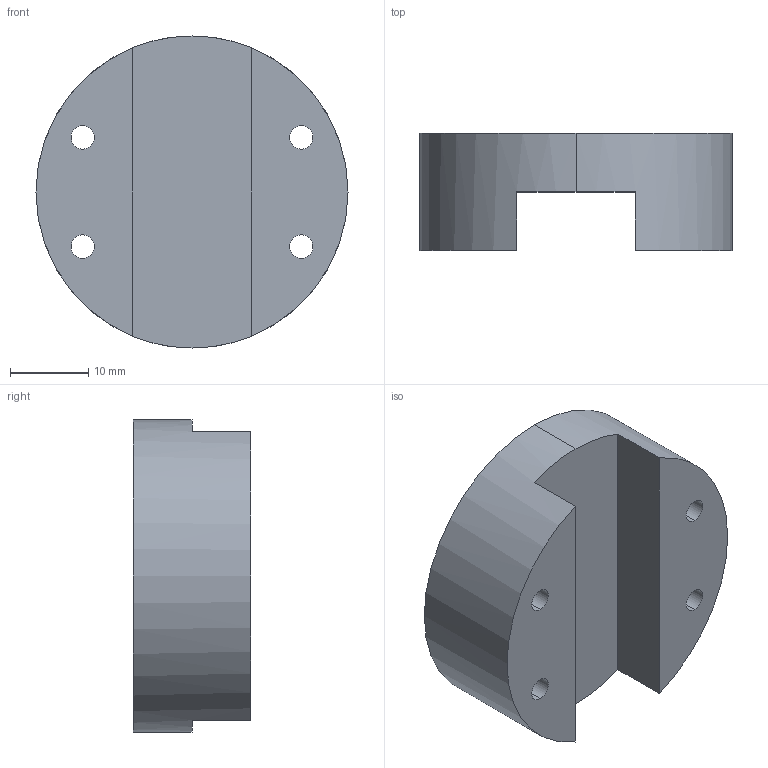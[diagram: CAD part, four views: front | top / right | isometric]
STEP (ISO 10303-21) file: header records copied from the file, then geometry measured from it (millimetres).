
FILE_DESCRIPTION (( 'STEP AP214' ), '1' );
FILE_NAME ('antenna_holder_V2_B.STEP', '2022-04-13T09:05:40', ( 'MaxAli' ), ( '' ), 'SwSTEP 2.0', 'SolidWorks 2018', '' );
FILE_SCHEMA (( 'AUTOMOTIVE_DESIGN' ));
Length unit declared in the file: millimetre
Products named in the file (1): antenna_holder_V2_B
Bounding box: 40 x 15 x 40 mm (x, y, z)
Volume: 13807.7 mm3; surface area: 5311.2 mm2
Topology: 1 solids, 1 shells, 28 faces, 66 edges, 44 vertices
Faces by surface type: cylinder 18, plane 10
Entity records: 880 total; most frequent: DIRECTION 164, CARTESIAN_POINT 139, ORIENTED_EDGE 132, AXIS2_PLACEMENT_3D 69, EDGE_CURVE 66, VERTEX_POINT 44, CIRCLE 40, EDGE_LOOP 40
